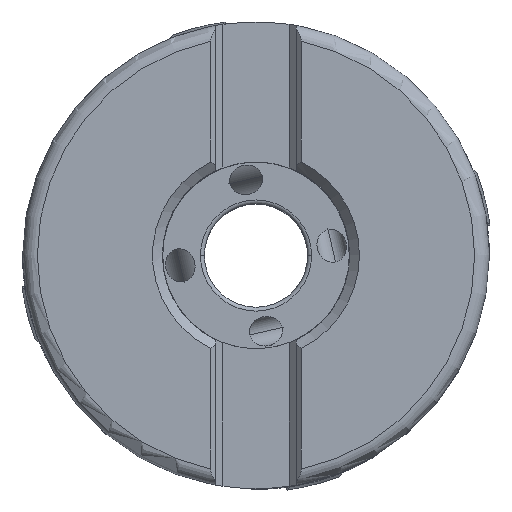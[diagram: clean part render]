
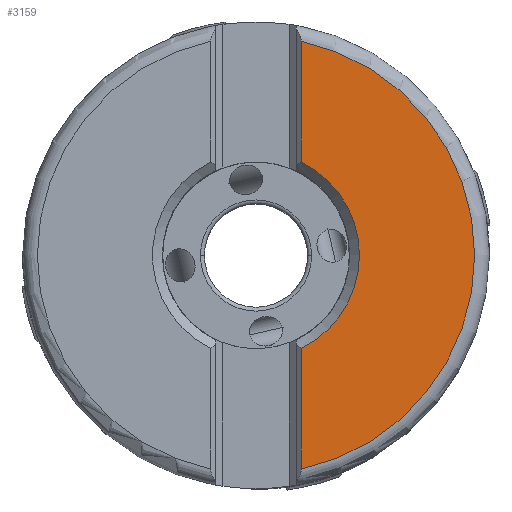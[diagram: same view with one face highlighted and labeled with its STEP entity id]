
A CAD part, top view. The second image highlights one B-rep face of the part: STEP entity #3159.
In plain terms, the highlighted planar face has unit normal (0, 0, 1).
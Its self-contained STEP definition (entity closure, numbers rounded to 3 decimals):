
#913=PLANE('',#17295);
#1384=LINE('',#31777,#2208);
#1385=LINE('',#31779,#2209);
#2208=VECTOR('',#20273,1.);
#2209=VECTOR('',#20276,1.);
#3159=ADVANCED_FACE('',(#4145),#913,.T.);
#4145=FACE_OUTER_BOUND('',#5010,.T.);
#5010=EDGE_LOOP('',(#8385,#8386,#8387,#8388,#8389,#8390));
#8385=ORIENTED_EDGE('',*,*,#13863,.F.);
#8386=ORIENTED_EDGE('',*,*,#13860,.F.);
#8387=ORIENTED_EDGE('',*,*,#13859,.F.);
#8388=ORIENTED_EDGE('',*,*,#13864,.F.);
#8389=ORIENTED_EDGE('',*,*,#13865,.F.);
#8390=ORIENTED_EDGE('',*,*,#13866,.F.);
#11887=VERTEX_POINT('',#31754);
#11888=VERTEX_POINT('',#31756);
#11889=VERTEX_POINT('',#31758);
#11890=VERTEX_POINT('',#31776);
#11891=VERTEX_POINT('',#31780);
#11892=VERTEX_POINT('',#31782);
#13859=EDGE_CURVE('',#11887,#11888,#15428,.T.);
#13860=EDGE_CURVE('',#11888,#11889,#15429,.T.);
#13863=EDGE_CURVE('',#11889,#11890,#1384,.T.);
#13864=EDGE_CURVE('',#11891,#11887,#1385,.T.);
#13865=EDGE_CURVE('',#11892,#11891,#15430,.T.);
#13866=EDGE_CURVE('',#11890,#11892,#15431,.T.);
#15428=CIRCLE('',#17289,22.313);
#15429=CIRCLE('',#17290,22.313);
#15430=CIRCLE('',#17293,10.56);
#15431=CIRCLE('',#17294,10.56);
#17289=AXIS2_PLACEMENT_3D('',#31755,#20267,#20268);
#17290=AXIS2_PLACEMENT_3D('',#31757,#20269,#20270);
#17293=AXIS2_PLACEMENT_3D('',#31781,#20277,#20278);
#17294=AXIS2_PLACEMENT_3D('',#31783,#20279,#20280);
#17295=AXIS2_PLACEMENT_3D('',#31784,#20281,#20282);
#20267=DIRECTION('',(0.,0.,-1.));
#20268=DIRECTION('',(0.207,0.978,0.));
#20269=DIRECTION('',(0.,0.,-1.));
#20270=DIRECTION('',(1.,0.,0.));
#20273=DIRECTION('',(0.,1.,0.));
#20276=DIRECTION('',(0.,1.,0.));
#20277=DIRECTION('',(0.,0.,1.));
#20278=DIRECTION('',(1.,0.,0.));
#20279=DIRECTION('',(0.,0.,1.));
#20280=DIRECTION('',(0.437,-0.899,0.));
#20281=DIRECTION('',(0.,0.,1.));
#20282=DIRECTION('',(1.,0.,0.));
#31754=CARTESIAN_POINT('',(4.62,21.829,0.));
#31755=CARTESIAN_POINT('',(0.,0.,0.));
#31756=CARTESIAN_POINT('',(22.313,0.,0.));
#31757=CARTESIAN_POINT('',(0.,0.,0.));
#31758=CARTESIAN_POINT('',(4.62,-21.829,0.));
#31776=CARTESIAN_POINT('',(4.62,-9.496,0.));
#31777=CARTESIAN_POINT('',(4.62,-21.829,0.));
#31779=CARTESIAN_POINT('',(4.62,9.496,0.));
#31780=CARTESIAN_POINT('',(4.62,9.496,0.));
#31781=CARTESIAN_POINT('',(0.,0.,0.));
#31782=CARTESIAN_POINT('',(10.56,0.,0.));
#31783=CARTESIAN_POINT('',(0.,0.,0.));
#31784=CARTESIAN_POINT('',(13.466,0.,0.));
